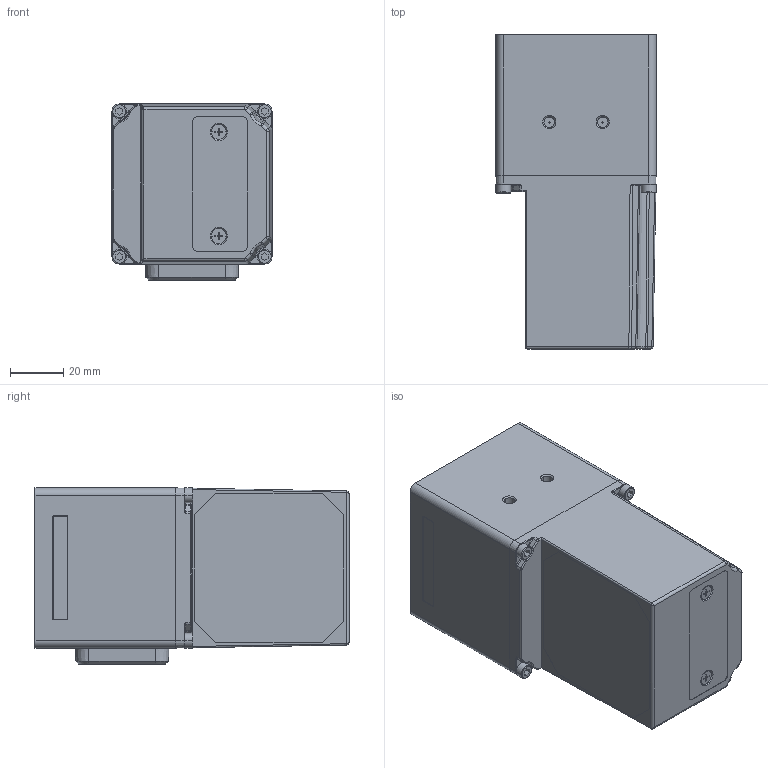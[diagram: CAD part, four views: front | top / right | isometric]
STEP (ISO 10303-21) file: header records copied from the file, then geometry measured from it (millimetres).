
FILE_DESCRIPTION((''),'2;1');
FILE_NAME('MAC400_ASM','2007-08-16T',('IndustrieHansa'),('Pepperl+Fuchs'),'PRO/ENGINEER BY PARAMETRIC TECHNOLOGY CORPORATION, 2006420','PRO/ENGINEER BY PARAMETRIC TECHNOLOGY CORPORATION, 2006420','');
FILE_SCHEMA(('AUTOMOTIVE_DESIGN_CC2 { 1 2 10303 214 -1 1 5 2 }'));
Length unit declared in the file: millimetre
Products named in the file (12): DDE0359_04BLN8_1; 04BJS8_ADAPTERPLATTE; DDE0359_04BLP3_1; DDE0359_04BLP2_1; ISO7046-1_M2X4_1; DDE0359_INTF_COVER_ASM_1_ASM; DDE0359_04BLN9_1; ISO4762_M3X10_1; ISO7046-1_M3X8_1; ISO7046-1_M5X12_1; DDE0359_140431_ASM_1_ASM; MAC400_ASM
Assembly tree (23 placements, depth 4):
  MAC400_ASM
    DDE0359_140431_ASM_1_ASM
      DDE0359_04BLN8_1
      04BJS8_ADAPTERPLATTE
      DDE0359_04BLP3_1
      DDE0359_INTF_COVER_ASM_1_ASM
        DDE0359_04BLP2_1
        ISO7046-1_M2X4_1  x4
      DDE0359_04BLN9_1
      ISO4762_M3X10_1  x4
      ISO7046-1_M3X8_1  x6
      ISO7046-1_M5X12_1  x2
Bounding box: 60 x 117.7 x 66 mm (x, y, z)
Volume: 375462.9 mm3; surface area: 55457 mm2
Topology: 21 solids, 23 shells, 924 faces, 2001 edges, 1149 vertices
Faces by surface type: plane 470, cylinder 246, cone 106, bspline 60, torus 34, sphere 4, extrusion 4
Entity records: 22265 total; most frequent: CARTESIAN_POINT 5684, DIRECTION 2596, ORIENTED_EDGE 2566, PRESENTATION_STYLE_ASSIGNMENT 1293, STYLED_ITEM 1292, CURVE_STYLE 1283, EDGE_CURVE 1283, AXIS2_PLACEMENT_3D 970
